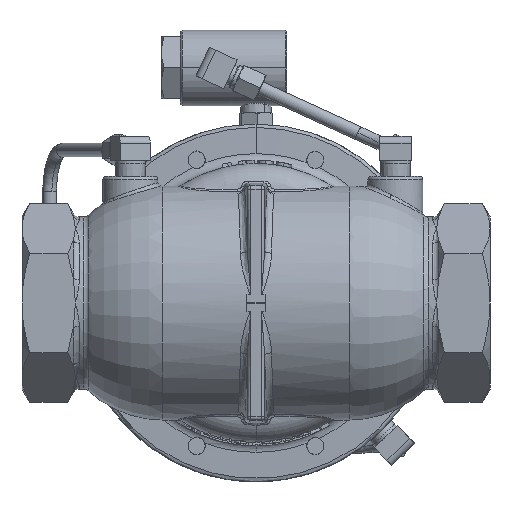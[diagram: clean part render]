
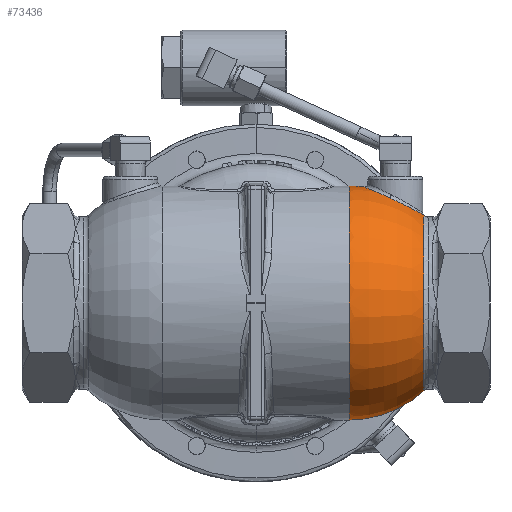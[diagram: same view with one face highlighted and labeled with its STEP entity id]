
A CAD part, front view. The second image highlights one B-rep face of the part: STEP entity #73436.
In plain terms, the highlighted toroidal (fillet/blend) face has major radius 3.175 mm and minor radius 50.8 mm.
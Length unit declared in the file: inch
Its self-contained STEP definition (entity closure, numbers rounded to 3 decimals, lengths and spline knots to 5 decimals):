
#684 = VERTEX_POINT ( 'NONE', #8676 ) ;
#2092 = EDGE_CURVE ( 'NONE', #42056, #684, #69585, .T. ) ;
#2292 = DIRECTION ( 'NONE',  ( 0., 0., 1. ) ) ;
#3227 = FACE_OUTER_BOUND ( 'NONE', #35450, .T. ) ;
#3648 = VERTEX_POINT ( 'NONE', #73316 ) ;
#4085 = CARTESIAN_POINT ( 'NONE',  ( 2.19579, -0.4499, 2.01078 ) ) ;
#4325 = CARTESIAN_POINT ( 'NONE',  ( 1.97274, -0.11697, 2.10197 ) ) ;
#4847 = EDGE_CURVE ( 'NONE', #49012, #13053, #41455, .T. ) ;
#4915 = CARTESIAN_POINT ( 'NONE',  ( 3.0424, -0.10562, 1.59695 ) ) ;
#5163 = CARTESIAN_POINT ( 'NONE',  ( 3.01499, -0.19697, 1.61274 ) ) ;
#5408 = CARTESIAN_POINT ( 'NONE',  ( 2.75119, -0.48847, 1.75468 ) ) ;
#6386 = CARTESIAN_POINT ( 'NONE',  ( 1.69167, 0., 0.125 ) ) ;
#6813 = ORIENTED_EDGE ( 'NONE', *, *, #44541, .F. ) ;
#7546 = CARTESIAN_POINT ( 'NONE',  ( 1.96035, 0., 2.10687 ) ) ;
#8676 = CARTESIAN_POINT ( 'NONE',  ( 1.69167, 0., -2.125 ) ) ;
#9397 = EDGE_CURVE ( 'NONE', #13053, #3648, #40339, .T. ) ;
#9822 = CARTESIAN_POINT ( 'NONE',  ( 2.14522, -0.41125, 2.03198 ) ) ;
#10068 = CARTESIAN_POINT ( 'NONE',  ( 1.96035, -0.03408, 2.10687 ) ) ;
#10352 = CARTESIAN_POINT ( 'NONE',  ( 1.69167, 0., -0.125 ) ) ;
#10912 = CARTESIAN_POINT ( 'NONE',  ( 2.99174, -0.24906, 1.62596 ) ) ;
#11154 = CARTESIAN_POINT ( 'NONE',  ( 2.6704, -0.52228, 1.79516 ) ) ;
#12121 = DIRECTION ( 'NONE',  ( 0., 0., -1. ) ) ;
#13053 = VERTEX_POINT ( 'NONE', #7546 ) ;
#13123 = AXIS2_PLACEMENT_3D ( 'NONE', #70776, #36434, #2292 ) ;
#15531 = CARTESIAN_POINT ( 'NONE',  ( 2.08914, -0.35302, 2.05508 ) ) ;
#15729 = AXIS2_PLACEMENT_3D ( 'NONE', #53309, #41331, #36284 ) ;
#16053 = DIRECTION ( 'NONE',  ( 0., 0., 1. ) ) ;
#16588 = CARTESIAN_POINT ( 'NONE',  ( 2.96383, -0.29746, 1.64163 ) ) ;
#16838 = CARTESIAN_POINT ( 'NONE',  ( 2.60175, -0.53831, 1.82845 ) ) ;
#19299 = CARTESIAN_POINT ( 'NONE',  ( 2.42646, -0.54068, 1.91008 ) ) ;
#21253 = CARTESIAN_POINT ( 'NONE',  ( 2.05897, -0.31381, 2.06737 ) ) ;
#22337 = CARTESIAN_POINT ( 'NONE',  ( 2.93144, -0.34238, 1.65955 ) ) ;
#22589 = CARTESIAN_POINT ( 'NONE',  ( 2.54963, -0.54504, 1.85324 ) ) ;
#23084 = CIRCLE ( 'NONE', #67883, 2.125 ) ;
#26797 = CARTESIAN_POINT ( 'NONE',  ( 2.42646, -0.54068, 1.91008 ) ) ;
#27052 = CARTESIAN_POINT ( 'NONE',  ( 2.02398, -0.25822, 2.08152 ) ) ;
#28128 = CARTESIAN_POINT ( 'NONE',  ( 2.88261, -0.39694, 1.68612 ) ) ;
#28362 = CARTESIAN_POINT ( 'NONE',  ( 2.49707, -0.54673, 1.87779 ) ) ;
#30321 = AXIS2_PLACEMENT_3D ( 'NONE', #6386, #46352, #12121 ) ;
#31644 = B_SPLINE_CURVE_WITH_KNOTS ( 'NONE', 3,
 ( #61676, #4915, #39358, #5163, #45134, #10912, #50861, #16588, #56627, #22337, #62408, #28128, #68150, #33836, #73901, #39616, #5408, #45369, #11154, #51113, #16838, #56866, #22589, #62648, #28362, #68396, #34081, #74150 ),
 .UNSPECIFIED., .F., .F.,
 ( 4, 2, 2, 2, 2, 2, 2, 2, 2, 2, 2, 2, 2, 4 ),
 ( 0.06952, 0.07249, 0.07398, 0.07546, 0.07695, 0.07843, 0.08141, 0.08289, 0.08438, 0.08735, 0.08883, 0.09032, 0.0918, 0.09329 ),
 .UNSPECIFIED. ) ;
#32083 = DIRECTION ( 'NONE',  ( -1., 0., 0. ) ) ;
#32519 = CARTESIAN_POINT ( 'NONE',  ( 2.27825, -0.49765, 1.97563 ) ) ;
#32755 = CARTESIAN_POINT ( 'NONE',  ( 1.99115, -0.18178, 2.09465 ) ) ;
#33836 = CARTESIAN_POINT ( 'NONE',  ( 2.81249, -0.45239, 1.72314 ) ) ;
#34081 = CARTESIAN_POINT ( 'NONE',  ( 2.44407, -0.54328, 1.90212 ) ) ;
#35450 = EDGE_LOOP ( 'NONE', ( #56976, #57506, #39219, #65389, #47847, #6813 ) ) ;
#36284 = DIRECTION ( 'NONE',  ( 0., 0., 1. ) ) ;
#36434 = DIRECTION ( 'NONE',  ( -1., 0., 0. ) ) ;
#38279 = CARTESIAN_POINT ( 'NONE',  ( 2.2225, -0.46724, 1.99947 ) ) ;
#38524 = CARTESIAN_POINT ( 'NONE',  ( 1.97657, -0.1333, 2.10045 ) ) ;
#39219 = ORIENTED_EDGE ( 'NONE', *, *, #48724, .T. ) ;
#39358 = CARTESIAN_POINT ( 'NONE',  ( 3.03367, -0.14293, 1.60203 ) ) ;
#39616 = CARTESIAN_POINT ( 'NONE',  ( 2.76682, -0.48028, 1.74671 ) ) ;
#40339 = CIRCLE ( 'NONE', #30321, 2. ) ;
#40382 = CIRCLE ( 'NONE', #13123, 1.59559 ) ;
#41331 = DIRECTION ( 'NONE',  ( -1., 0., 0. ) ) ;
#41455 = B_SPLINE_CURVE_WITH_KNOTS ( 'NONE', 3,
 ( #26797, #55287, #61087, #66838, #32519, #72587, #38279, #4085, #44046, #9822, #49773, #15531, #55532, #21253, #61335, #27052, #67084, #32755, #72840, #38524, #4325, #44287, #10068, #50024 ),
 .UNSPECIFIED., .F., .F.,
 ( 4, 2, 2, 2, 2, 2, 2, 2, 2, 2, 2, 4 ),
 ( 0.00084, 0.00344, 0.00603, 0.00732, 0.00862, 0.01121, 0.01251, 0.0138, 0.01639, 0.01769, 0.01898, 0.02158 ),
 .UNSPECIFIED. ) ;
#42056 = VERTEX_POINT ( 'NONE', #45963 ) ;
#44046 = CARTESIAN_POINT ( 'NONE',  ( 2.18285, -0.44066, 2.01623 ) ) ;
#44287 = CARTESIAN_POINT ( 'NONE',  ( 1.96351, -0.06757, 2.10562 ) ) ;
#44541 = EDGE_CURVE ( 'NONE', #684, #3648, #23084, .T. ) ;
#45134 = CARTESIAN_POINT ( 'NONE',  ( 3.00778, -0.21476, 1.61686 ) ) ;
#45369 = CARTESIAN_POINT ( 'NONE',  ( 2.70342, -0.51066, 1.77879 ) ) ;
#45963 = CARTESIAN_POINT ( 'NONE',  ( 3.04716, 0., -1.59559 ) ) ;
#46352 = DIRECTION ( 'NONE',  ( 0., -1., 0. ) ) ;
#47847 = ORIENTED_EDGE ( 'NONE', *, *, #9397, .T. ) ;
#48346 = VERTEX_POINT ( 'NONE', #52410 ) ;
#48724 = EDGE_CURVE ( 'NONE', #48346, #49012, #31644, .T. ) ;
#49012 = VERTEX_POINT ( 'NONE', #19299 ) ;
#49773 = CARTESIAN_POINT ( 'NONE',  ( 2.12175, -0.38939, 2.04169 ) ) ;
#50024 = CARTESIAN_POINT ( 'NONE',  ( 1.96035, 0., 2.10687 ) ) ;
#50320 = DIRECTION ( 'NONE',  ( 0., 1., 0. ) ) ;
#50861 = CARTESIAN_POINT ( 'NONE',  ( 2.98294, -0.26558, 1.63093 ) ) ;
#51113 = CARTESIAN_POINT ( 'NONE',  ( 2.61908, -0.53492, 1.82011 ) ) ;
#52410 = CARTESIAN_POINT ( 'NONE',  ( 3.04716, -0.06691, 1.59418 ) ) ;
#53309 = CARTESIAN_POINT ( 'NONE',  ( 1.69167, 0., 0. ) ) ;
#55287 = CARTESIAN_POINT ( 'NONE',  ( 2.39574, -0.53615, 1.92397 ) ) ;
#55532 = CARTESIAN_POINT ( 'NONE',  ( 2.07865, -0.34021, 2.05936 ) ) ;
#56581 = AXIS2_PLACEMENT_3D ( 'NONE', #10352, #50320, #16053 ) ;
#56627 = CARTESIAN_POINT ( 'NONE',  ( 2.95352, -0.31281, 1.64736 ) ) ;
#56866 = CARTESIAN_POINT ( 'NONE',  ( 2.56705, -0.54336, 1.84501 ) ) ;
#56976 = ORIENTED_EDGE ( 'NONE', *, *, #2092, .F. ) ;
#57506 = ORIENTED_EDGE ( 'NONE', *, *, #66445, .T. ) ;
#61087 = CARTESIAN_POINT ( 'NONE',  ( 2.36569, -0.52905, 1.93736 ) ) ;
#61335 = CARTESIAN_POINT ( 'NONE',  ( 2.04975, -0.30021, 2.07111 ) ) ;
#61676 = CARTESIAN_POINT ( 'NONE',  ( 3.04716, -0.06691, 1.59418 ) ) ;
#62266 = TOROIDAL_SURFACE ( 'NONE', #15729, 0.125, 2. ) ;
#62408 = CARTESIAN_POINT ( 'NONE',  ( 2.91961, -0.35663, 1.66603 ) ) ;
#62648 = CARTESIAN_POINT ( 'NONE',  ( 2.51464, -0.54673, 1.86964 ) ) ;
#65389 = ORIENTED_EDGE ( 'NONE', *, *, #4847, .T. ) ;
#66406 = CARTESIAN_POINT ( 'NONE',  ( 1.69167, 0., 0. ) ) ;
#66445 = EDGE_CURVE ( 'NONE', #42056, #48346, #40382, .T. ) ;
#66838 = CARTESIAN_POINT ( 'NONE',  ( 2.30695, -0.5098, 1.96318 ) ) ;
#67084 = CARTESIAN_POINT ( 'NONE',  ( 2.00927, -0.22864, 2.08741 ) ) ;
#67883 = AXIS2_PLACEMENT_3D ( 'NONE', #66406, #32083, #72155 ) ;
#68150 = CARTESIAN_POINT ( 'NONE',  ( 2.85579, -0.4208, 1.70045 ) ) ;
#68396 = CARTESIAN_POINT ( 'NONE',  ( 2.46178, -0.54501, 1.89403 ) ) ;
#69585 = CIRCLE ( 'NONE', #56581, 2. ) ;
#70776 = CARTESIAN_POINT ( 'NONE',  ( 3.04716, 0., 0. ) ) ;
#72155 = DIRECTION ( 'NONE',  ( 0., 0., 1. ) ) ;
#72587 = CARTESIAN_POINT ( 'NONE',  ( 2.23632, -0.47537, 1.99359 ) ) ;
#72840 = CARTESIAN_POINT ( 'NONE',  ( 1.98576, -0.16567, 2.09679 ) ) ;
#73316 = CARTESIAN_POINT ( 'NONE',  ( 1.69167, 0., 2.125 ) ) ;
#73436 = ADVANCED_FACE ( 'NONE', ( #3227 ), #62266, .T. ) ;
#73901 = CARTESIAN_POINT ( 'NONE',  ( 2.79747, -0.46225, 1.73095 ) ) ;
#74150 = CARTESIAN_POINT ( 'NONE',  ( 2.42646, -0.54068, 1.91008 ) ) ;
